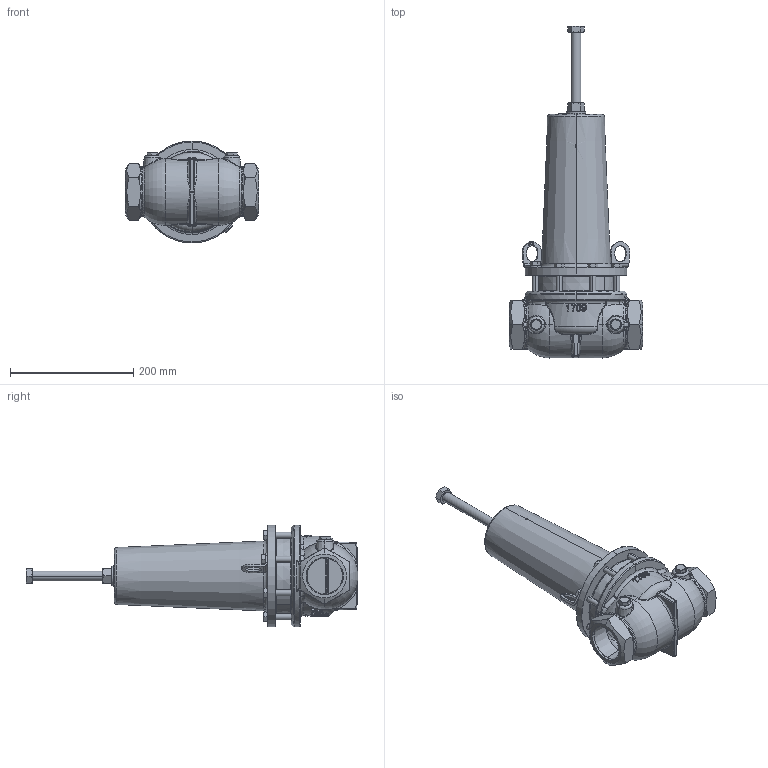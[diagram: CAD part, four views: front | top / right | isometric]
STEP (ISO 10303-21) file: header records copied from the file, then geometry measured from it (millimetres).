
FILE_DESCRIPTION (( 'STEP AP214' ), '1' );
FILE_NAME ('RSB2SADRAS-ALU1.STEP', '2026-02-26T16:33:00', ( '' ), ( '' ), 'SwSTEP 2.0', 'SolidWorks 2024', '' );
FILE_SCHEMA (( 'AUTOMOTIVE_DESIGN' ));
Length unit declared in the file: inch
Products named in the file (1): RSB2SADRAS-ALU1
Bounding box: 215.9 x 537.67 x 165.1 mm (x, y, z)
Volume: 3723546.9 mm3; surface area: 323111.6 mm2
Topology: 1 solids, 1 shells, 1372 faces, 3514 edges, 2175 vertices
Faces by surface type: plane 512, bspline 441, cylinder 154, cone 143, torus 89, sphere 33
Entity records: 72302 total; most frequent: CARTESIAN_POINT 42607, ORIENTED_EDGE 6928, DIRECTION 5056, EDGE_CURVE 3464, VERTEX_POINT 2175, AXIS2_PLACEMENT_3D 1920, EDGE_LOOP 1473, ADVANCED_FACE 1372
